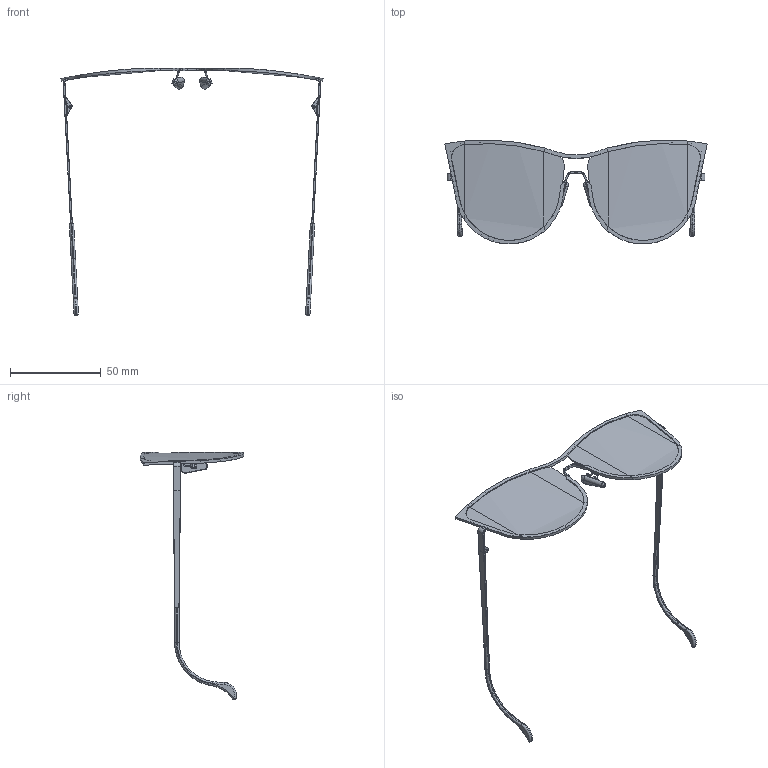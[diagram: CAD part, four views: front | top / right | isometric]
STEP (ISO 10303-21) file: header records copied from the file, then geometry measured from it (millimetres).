
FILE_DESCRIPTION(('FreeCAD Model'),'2;1');
FILE_NAME('Open CASCADE Shape Model','2025-05-04T10:56:05',('FreeCAD'),( 'FreeCAD'),'Open CASCADE STEP processor 7.6','FreeCAD','Unknown');
FILE_SCHEMA(('AUTOMOTIVE_DESIGN { 1 0 10303 214 1 1 1 1 }'));
Length unit declared in the file: millimetre
Products named in the file (1): Open CASCADE STEP translator 7.6 1
Bounding box: 144.39 x 57.28 x 136.62 mm (x, y, z)
Volume: 7090.9 mm3; surface area: 18746.5 mm2
Topology: 26 solids, 26 shells, 886 faces, 2000 edges, 1152 vertices
Faces by surface type: cylinder 370, plane 232, torus 126, bspline 98, sphere 48, cone 12
Full cylindrical faces by diameter (mm): 0.444 x4, 0.484 x2, 0.6 x4, 0.65 x6, 0.684 x2, 0.8 x16, 0.9 x2
Entity records: 29064 total; most frequent: CARTESIAN_POINT 9185, DIRECTION 4506, ORIENTED_EDGE 3944, EDGE_CURVE 1972, AXIS2_PLACEMENT_3D 1831, VERTEX_POINT 1152, FACE_BOUND 928, EDGE_LOOP 928
